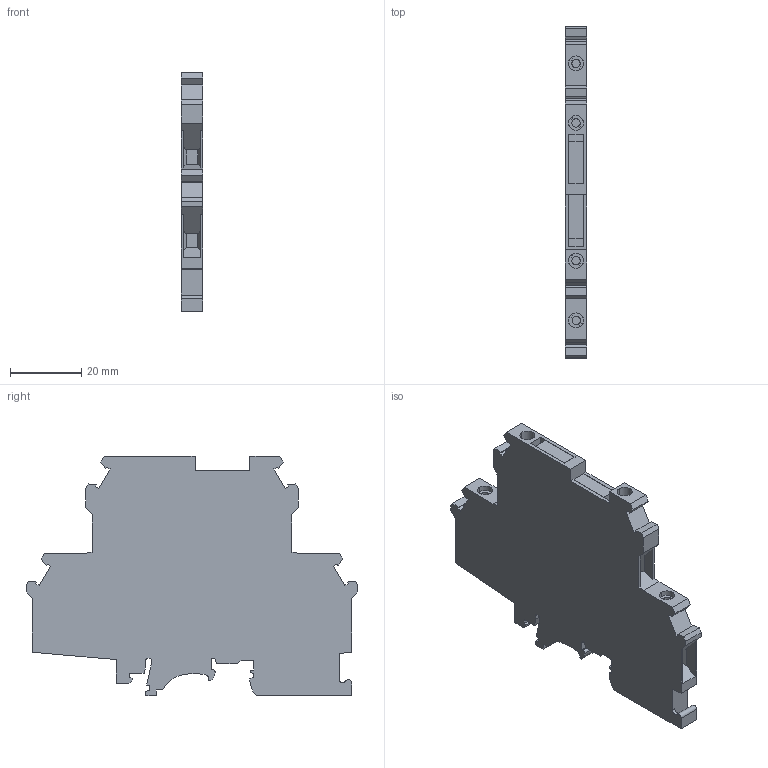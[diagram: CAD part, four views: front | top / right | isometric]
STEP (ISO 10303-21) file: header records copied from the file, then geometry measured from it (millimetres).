
FILE_DESCRIPTION(('Creo Elements/Direct Modeling STEP Export'),'2;1');
FILE_NAME('model.stp','2021-02-25T 8:25:13',(''),(''),'Creo Elements/Direct Modeling STEP processor for AP214 (Solid Model)','Creo Elements/Direct Modeling 20.1D 10-Oct-2020 (C) Parametric Technology GmbH','');
FILE_SCHEMA(('AUTOMOTIVE_DESIGN { 1 0 10303 214 1 1 1 1 }'));
Length unit declared in the file: millimetre
Products named in the file (2): UDMTK_5-P_P-select
Assembly tree (1 placements, depth 2):
  UDMTK_5-P_P-select
    UDMTK_5-P_P-select
Bounding box: 6.15 x 93 x 67.1 mm (x, y, z)
Volume: 25718.2 mm3; surface area: 12620.4 mm2
Topology: 1 solids, 1 shells, 237 faces, 674 edges, 444 vertices
Faces by surface type: plane 206, cylinder 31
Entity records: 9060 total; most frequent: ORIENTED_EDGE 1348, CARTESIAN_POINT 1250, DIRECTION 1072, EDGE_CURVE 674, VECTOR 540, LINE 540, VERTEX_POINT 444, AXIS2_PLACEMENT_3D 266
